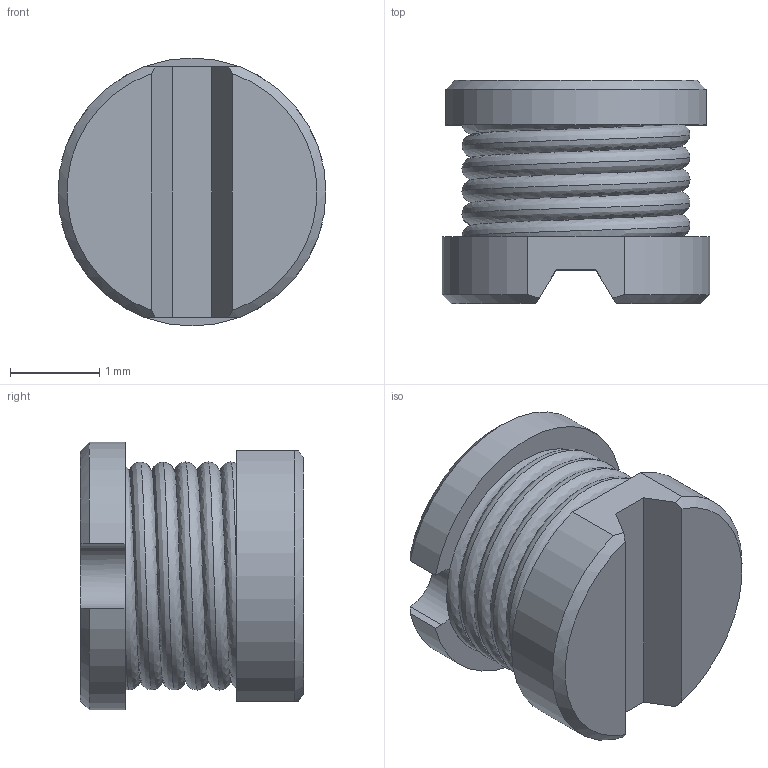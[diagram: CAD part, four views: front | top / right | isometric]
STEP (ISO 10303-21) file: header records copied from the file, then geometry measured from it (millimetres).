
FILE_DESCRIPTION (( 'STEP AP214' ), '1' );
FILE_NAME ('sdr0302_PAINT.STEP', '2019-06-12T14:32:10', ( '' ), ( '' ), 'SwSTEP 2.0', 'SolidWorks 2018', '' );
FILE_SCHEMA (( 'AUTOMOTIVE_DESIGN' ));
Length unit declared in the file: millimetre
Products named in the file (2): sdr0302_PAINT
Bounding box: 3 x 2.5 x 3 mm (x, y, z)
Volume: 9.4 mm3; surface area: 64.9 mm2
Topology: 1 solids, 1 shells, 33 faces, 92 edges, 58 vertices
Faces by surface type: plane 17, cylinder 7, cone 5, bspline 4
Entity records: 4769 total; most frequent: CARTESIAN_POINT 3582, ORIENTED_EDGE 184, DIRECTION 148, EDGE_CURVE 92, AXIS2_PLACEMENT_3D 59, VERTEX_POINT 58, UNCERTAINTY_MEASURE_WITH_UNIT 34, B_SPLINE_CURVE_WITH_KNOTS 34
